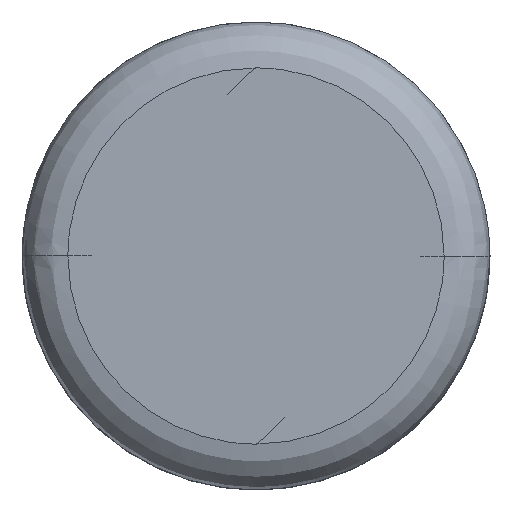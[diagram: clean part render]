
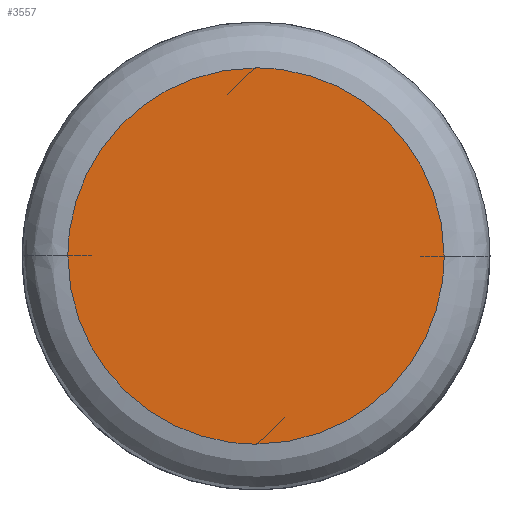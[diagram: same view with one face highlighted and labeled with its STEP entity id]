
A CAD part, front view. The second image highlights one B-rep face of the part: STEP entity #3557.
In plain terms, the highlighted free-form (B-spline) face has degree [1, 1] with [2, 2] control points.
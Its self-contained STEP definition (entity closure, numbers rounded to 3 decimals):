
#3389=CARTESIAN_POINT('V48',(-4.1,8.6,
   -0.001));
#3390=VERTEX_POINT('V48',#3389);
#3405=CARTESIAN_POINT('V46',(4.1,8.6,
   0.001));
#3406=VERTEX_POINT('V46',#3405);
#3471=CARTESIAN_POINT('V44',(-0.001,8.6,
   4.1));
#3472=VERTEX_POINT('V44',#3471);
#3492=CARTESIAN_POINT('E63',(-4.1,8.6,
   -0.002));
#3493=CARTESIAN_POINT('E63',(-4.102,8.6,
   4.098));
#3494=CARTESIAN_POINT('E63',(-0.002,8.6,
   4.1));
#3502=(BOUNDED_CURVE()B_SPLINE_CURVE(2,(#3492,#3493,#3494),
   .CIRCULAR_ARC.,.F.,.U.)B_SPLINE_CURVE_WITH_KNOTS((3,3),(
   0.775,1.55),.UNSPECIFIED.)CURVE()
   GEOMETRIC_REPRESENTATION_ITEM()RATIONAL_B_SPLINE_CURVE((1.0,
   0.707,1.0))REPRESENTATION_ITEM('E63'));
#3503=EDGE_CURVE('E63',#3390,#3472,#3502,.T.);
#3508=CARTESIAN_POINT('F4',(-4.51,8.6,
   4.51));
#3509=CARTESIAN_POINT('F4',(4.51,8.6,
   4.51));
#3510=CARTESIAN_POINT('F4',(-4.51,8.6,
   -4.51));
#3511=CARTESIAN_POINT('F4',(4.51,8.6,
   -4.51));
#3512=QUASI_UNIFORM_SURFACE('F4',1,1,((#3508,#3510),(#3509,#3511)),
   .PLANE_SURF.,.F.,.F.,.U.);
#3513=CARTESIAN_POINT('V47',(0.001,8.6,
   -4.1));
#3514=VERTEX_POINT('V47',#3513);
#3515=CARTESIAN_POINT('E64',(4.1,8.6,
   0.002));
#3516=CARTESIAN_POINT('E64',(4.102,8.6,
   -4.098));
#3517=CARTESIAN_POINT('E64',(0.002,8.6,
   -4.1));
#3525=(BOUNDED_CURVE()B_SPLINE_CURVE(2,(#3515,#3516,#3517),
   .CIRCULAR_ARC.,.F.,.U.)B_SPLINE_CURVE_WITH_KNOTS((3,3),(
   0.775,1.55),.UNSPECIFIED.)CURVE()
   GEOMETRIC_REPRESENTATION_ITEM()RATIONAL_B_SPLINE_CURVE((1.0,
   0.707,1.0))REPRESENTATION_ITEM('E64'));
#3526=EDGE_CURVE('E64',#3406,#3514,#3525,.T.);
#3527=ORIENTED_EDGE('E64',*,*,#3526,.T.);
#3528=CARTESIAN_POINT('E70',(0.001,8.6,
   -4.1));
#3529=CARTESIAN_POINT('E70',(-4.098,8.6,
   -4.101));
#3530=CARTESIAN_POINT('E70',(-4.1,8.6,
   -0.002));
#3538=(BOUNDED_CURVE()B_SPLINE_CURVE(2,(#3528,#3529,#3530),
   .CIRCULAR_ARC.,.F.,.U.)B_SPLINE_CURVE_WITH_KNOTS((3,3),(0.0,
   0.5),.UNSPECIFIED.)CURVE()
   GEOMETRIC_REPRESENTATION_ITEM()RATIONAL_B_SPLINE_CURVE((1.0,
   0.707,1.0))REPRESENTATION_ITEM('E70'));
#3539=EDGE_CURVE('E70',#3514,#3390,#3538,.T.);
#3540=ORIENTED_EDGE('E70',*,*,#3539,.T.);
#3541=ORIENTED_EDGE('F3',*,*,#3503,.T.);
#3542=CARTESIAN_POINT('E69',(-0.001,8.6,
   4.1));
#3543=CARTESIAN_POINT('E69',(4.098,8.6,
   4.101));
#3544=CARTESIAN_POINT('E69',(4.1,8.6,
   0.002));
#3552=(BOUNDED_CURVE()B_SPLINE_CURVE(2,(#3542,#3543,#3544),
   .CIRCULAR_ARC.,.F.,.U.)B_SPLINE_CURVE_WITH_KNOTS((3,3),(0.0,
   0.5),.UNSPECIFIED.)CURVE()
   GEOMETRIC_REPRESENTATION_ITEM()RATIONAL_B_SPLINE_CURVE((1.0,
   0.707,1.0))REPRESENTATION_ITEM('E69'));
#3553=EDGE_CURVE('E69',#3472,#3406,#3552,.T.);
#3554=ORIENTED_EDGE('E69',*,*,#3553,.T.);
#3555=EDGE_LOOP('F4',(#3527,#3540,#3541,#3554));
#3556=FACE_OUTER_BOUND('F4',#3555,.F.);
#3557=ADVANCED_FACE('F4',(#3556),#3512,.F.);
